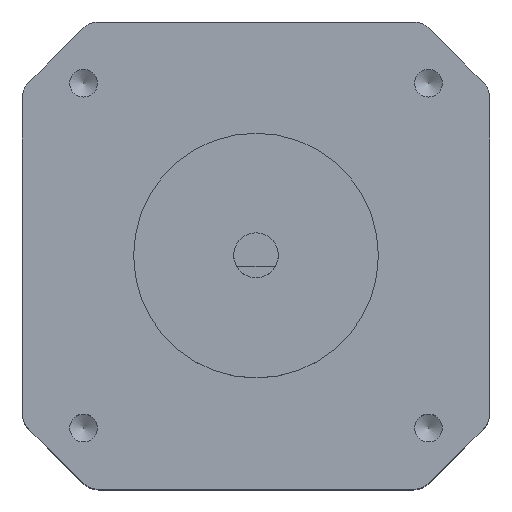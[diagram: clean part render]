
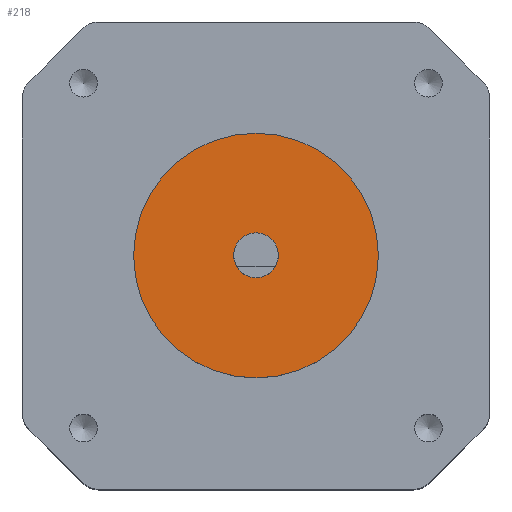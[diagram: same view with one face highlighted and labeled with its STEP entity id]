
A CAD part, top view. The second image highlights one B-rep face of the part: STEP entity #218.
In plain terms, the highlighted planar face has unit normal (0, 0, 1).
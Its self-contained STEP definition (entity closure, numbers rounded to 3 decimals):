
#218 = ADVANCED_FACE( '', ( #448, #449 ), #450, .T. );
#448 = FACE_OUTER_BOUND( '', #671, .T. );
#449 = FACE_BOUND( '', #672, .T. );
#450 = PLANE( '', #673 );
#671 = EDGE_LOOP( '', ( #1257 ) );
#672 = EDGE_LOOP( '', ( #1258 ) );
#673 = AXIS2_PLACEMENT_3D( '', #1259, #1260, #1261 );
#1257 = ORIENTED_EDGE( '', *, *, #1471, .T. );
#1258 = ORIENTED_EDGE( '', *, *, #1320, .F. );
#1259 = CARTESIAN_POINT( '', ( 0., 0., 9.5 ) );
#1260 = DIRECTION( '', ( 0., 0., 1. ) );
#1261 = DIRECTION( '', ( 1., 0., 0. ) );
#1320 = EDGE_CURVE( '', #1589, #1589, #1590, .T. );
#1471 = EDGE_CURVE( '', #1808, #1808, #1809, .T. );
#1589 = VERTEX_POINT( '', #1950 );
#1590 = CIRCLE( '', #1951, 2. );
#1808 = VERTEX_POINT( '', #2241 );
#1809 = CIRCLE( '', #2242, 11. );
#1950 = CARTESIAN_POINT( '', ( 2., 0., 9.5 ) );
#1951 = AXIS2_PLACEMENT_3D( '', #2358, #2359, #2360 );
#2241 = CARTESIAN_POINT( '', ( 11., 0., 9.5 ) );
#2242 = AXIS2_PLACEMENT_3D( '', #2547, #2548, #2549 );
#2358 = CARTESIAN_POINT( '', ( 0., 0., 9.5 ) );
#2359 = DIRECTION( '', ( 0., 0., 1. ) );
#2360 = DIRECTION( '', ( 1., 0., 0. ) );
#2547 = CARTESIAN_POINT( '', ( 0., 0., 9.5 ) );
#2548 = DIRECTION( '', ( 0., 0., 1. ) );
#2549 = DIRECTION( '', ( 1., 0., 0. ) );
